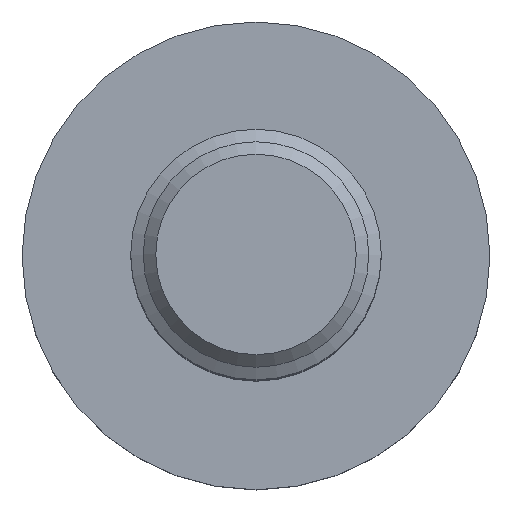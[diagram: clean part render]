
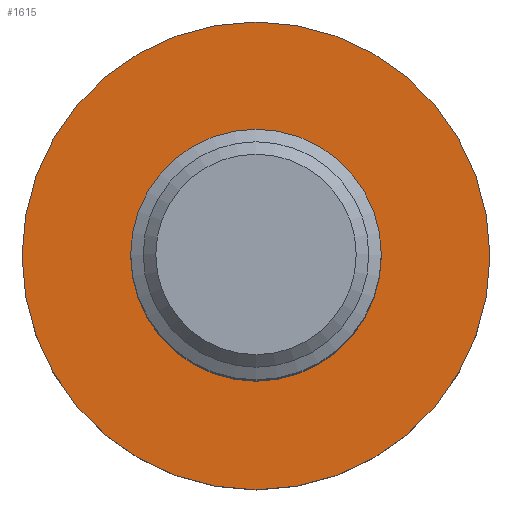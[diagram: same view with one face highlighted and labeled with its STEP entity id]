
A CAD part, top view. The second image highlights one B-rep face of the part: STEP entity #1615.
In plain terms, the highlighted planar face has unit normal (0, 0, 1).
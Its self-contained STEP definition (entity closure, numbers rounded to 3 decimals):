
#100 = EDGE_CURVE ( 'NONE', #2126, #2126, #1139, .T. ) ;
#111 = AXIS2_PLACEMENT_3D ( 'NONE', #563, #570, #571 ) ;
#131 = EDGE_CURVE ( 'NONE', #2156, #2156, #1166, .T. ) ;
#237 = AXIS2_PLACEMENT_3D ( 'NONE', #2286, #2294, #2284 ) ;
#380 = AXIS2_PLACEMENT_3D ( 'NONE', #2042, #2044, #2045 ) ;
#563 = CARTESIAN_POINT ( 'NONE',  ( 0., 0., 0. ) ) ;
#570 = DIRECTION ( 'NONE',  ( 0., 0., -1. ) ) ;
#571 = DIRECTION ( 'NONE',  ( 0., 1., 0. ) ) ;
#977 = EDGE_LOOP ( 'NONE', ( #1019 ) ) ;
#984 = EDGE_LOOP ( 'NONE', ( #1018 ) ) ;
#1018 = ORIENTED_EDGE ( 'NONE', *, *, #131, .F. ) ;
#1019 = ORIENTED_EDGE ( 'NONE', *, *, #100, .T. ) ;
#1139 = CIRCLE ( 'NONE', #111, 1.5 ) ;
#1166 = CIRCLE ( 'NONE', #237, 2.8 ) ;
#1496 = FACE_BOUND ( 'NONE', #977, .T. ) ;
#1497 = FACE_OUTER_BOUND ( 'NONE', #984, .T. ) ;
#1615 = ADVANCED_FACE ( 'NONE', ( #1497, #1496 ), #2043, .F. ) ;
#2042 = CARTESIAN_POINT ( 'NONE',  ( 0., 0., 0. ) ) ;
#2043 = PLANE ( 'NONE',  #380 ) ;
#2044 = DIRECTION ( 'NONE',  ( 0., 0., -1. ) ) ;
#2045 = DIRECTION ( 'NONE',  ( 0., 1., 0. ) ) ;
#2126 = VERTEX_POINT ( 'NONE', #2127 ) ;
#2127 = CARTESIAN_POINT ( 'NONE',  ( 0., 1.5, 0. ) ) ;
#2156 = VERTEX_POINT ( 'NONE', #2157 ) ;
#2157 = CARTESIAN_POINT ( 'NONE',  ( 0., 2.8, 0. ) ) ;
#2284 = DIRECTION ( 'NONE',  ( 0., 1., 0. ) ) ;
#2286 = CARTESIAN_POINT ( 'NONE',  ( 0., 0., 0. ) ) ;
#2294 = DIRECTION ( 'NONE',  ( 0., 0., -1. ) ) ;
